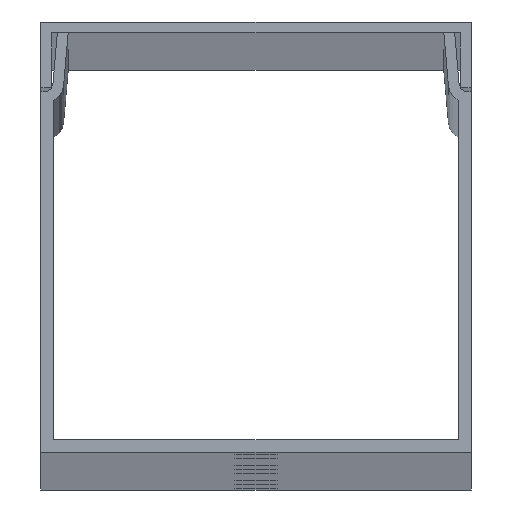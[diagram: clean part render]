
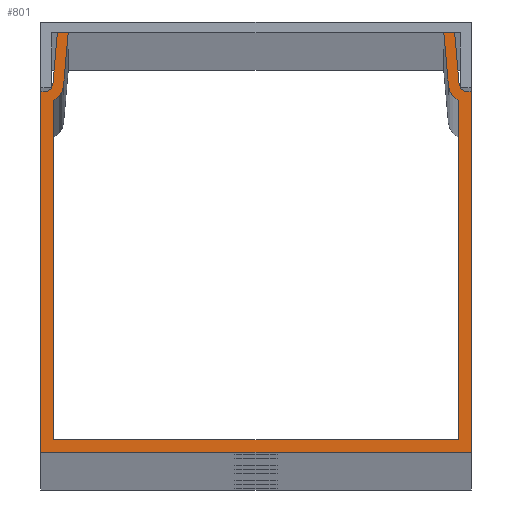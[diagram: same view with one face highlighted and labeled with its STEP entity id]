
A CAD part, top view. The second image highlights one B-rep face of the part: STEP entity #801.
In plain terms, the highlighted planar face has unit normal (0, 0, 1).
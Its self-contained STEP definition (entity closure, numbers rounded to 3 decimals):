
#16 = ORIENTED_EDGE ( 'NONE', *, *, #1238, .T. ) ;
#21 = CARTESIAN_POINT ( 'NONE',  ( -18.456, 39., 1000. ) ) ;
#22 = VECTOR ( 'NONE', #903, 1000. ) ;
#24 = ORIENTED_EDGE ( 'NONE', *, *, #1280, .T. ) ;
#38 = ORIENTED_EDGE ( 'NONE', *, *, #663, .T. ) ;
#54 = PLANE ( 'NONE',  #1100 ) ;
#84 = ORIENTED_EDGE ( 'NONE', *, *, #1523, .T. ) ;
#88 = LINE ( 'NONE', #275, #490 ) ;
#92 = VERTEX_POINT ( 'NONE', #354 ) ;
#120 = CIRCLE ( 'NONE', #1445, 0.8 ) ;
#127 = VERTEX_POINT ( 'NONE', #850 ) ;
#145 = DIRECTION ( 'NONE',  ( -1., 0., 0. ) ) ;
#148 = VECTOR ( 'NONE', #1705, 1000. ) ;
#155 = EDGE_CURVE ( 'NONE', #433, #1426, #1685, .T. ) ;
#157 = ORIENTED_EDGE ( 'NONE', *, *, #1246, .T. ) ;
#159 = FACE_OUTER_BOUND ( 'NONE', #649, .T. ) ;
#185 = ORIENTED_EDGE ( 'NONE', *, *, #527, .T. ) ;
#186 = DIRECTION ( 'NONE',  ( 0., -1., 0. ) ) ;
#209 = DIRECTION ( 'NONE',  ( 0., 0., 1. ) ) ;
#212 = AXIS2_PLACEMENT_3D ( 'NONE', #680, #1562, #1070 ) ;
#239 = ORIENTED_EDGE ( 'NONE', *, *, #665, .T. ) ;
#243 = DIRECTION ( 'NONE',  ( 0., 0., -1. ) ) ;
#253 = ORIENTED_EDGE ( 'NONE', *, *, #1277, .T. ) ;
#266 = VECTOR ( 'NONE', #695, 1000. ) ;
#275 = CARTESIAN_POINT ( 'NONE',  ( 17.877, 34.143, 1000. ) ) ;
#293 = CARTESIAN_POINT ( 'NONE',  ( -19.671, 33.5, 1000. ) ) ;
#298 = LINE ( 'NONE', #1260, #1608 ) ;
#299 = DIRECTION ( 'NONE',  ( 0.087, 0.996, 0. ) ) ;
#311 = CARTESIAN_POINT ( 'NONE',  ( 17.452, 39., 1000. ) ) ;
#318 = CARTESIAN_POINT ( 'NONE',  ( 20., 0., 1000. ) ) ;
#320 = VECTOR ( 'NONE', #1630, 1000. ) ;
#352 = VERTEX_POINT ( 'NONE', #1578 ) ;
#354 = CARTESIAN_POINT ( 'NONE',  ( 20., 33.5, 1000. ) ) ;
#375 = DIRECTION ( 'NONE',  ( 0., -1., 0. ) ) ;
#380 = EDGE_CURVE ( 'NONE', #873, #834, #628, .T. ) ;
#394 = EDGE_CURVE ( 'NONE', #1170, #401, #1055, .T. ) ;
#401 = VERTEX_POINT ( 'NONE', #1244 ) ;
#427 = DIRECTION ( 'NONE',  ( 0.087, -0.996, 0. ) ) ;
#428 = EDGE_CURVE ( 'NONE', #401, #901, #564, .T. ) ;
#432 = VECTOR ( 'NONE', #636, 1000. ) ;
#433 = VERTEX_POINT ( 'NONE', #570 ) ;
#444 = DIRECTION ( 'NONE',  ( 0., 0., -1. ) ) ;
#447 = ORIENTED_EDGE ( 'NONE', *, *, #555, .T. ) ;
#454 = ORIENTED_EDGE ( 'NONE', *, *, #1354, .T. ) ;
#490 = VECTOR ( 'NONE', #427, 1000. ) ;
#495 = VECTOR ( 'NONE', #186, 1000. ) ;
#512 = CARTESIAN_POINT ( 'NONE',  ( 20., 33.5, 1000. ) ) ;
#520 = VERTEX_POINT ( 'NONE', #1331 ) ;
#521 = AXIS2_PLACEMENT_3D ( 'NONE', #995, #209, #1144 ) ;
#524 = VERTEX_POINT ( 'NONE', #293 ) ;
#527 = EDGE_CURVE ( 'NONE', #916, #352, #1624, .T. ) ;
#555 = EDGE_CURVE ( 'NONE', #352, #524, #120, .T. ) ;
#560 = CARTESIAN_POINT ( 'NONE',  ( -20., 0., 1000. ) ) ;
#564 = LINE ( 'NONE', #1330, #320 ) ;
#570 = CARTESIAN_POINT ( 'NONE',  ( -18.8, 1.2, 1000. ) ) ;
#584 = ORIENTED_EDGE ( 'NONE', *, *, #1022, .T. ) ;
#591 = VECTOR ( 'NONE', #375, 1000. ) ;
#598 = ORIENTED_EDGE ( 'NONE', *, *, #394, .T. ) ;
#599 = CARTESIAN_POINT ( 'NONE',  ( -20., 0., 1000. ) ) ;
#602 = DIRECTION ( 'NONE',  ( 0., 0., -1. ) ) ;
#606 = CARTESIAN_POINT ( 'NONE',  ( 20., 0., 1000. ) ) ;
#610 = DIRECTION ( 'NONE',  ( -1., 0., 0. ) ) ;
#621 = DIRECTION ( 'NONE',  ( 0., 1., 0. ) ) ;
#628 = LINE ( 'NONE', #799, #591 ) ;
#636 = DIRECTION ( 'NONE',  ( -1., 0., 0. ) ) ;
#649 = EDGE_LOOP ( 'NONE', ( #253, #185, #447, #239, #1023, #839, #24, #454, #598, #725, #584, #84, #38, #866, #16, #863, #157, #777 ) ) ;
#656 = VERTEX_POINT ( 'NONE', #1478 ) ;
#663 = EDGE_CURVE ( 'NONE', #520, #873, #1174, .T. ) ;
#665 = EDGE_CURVE ( 'NONE', #524, #1692, #1490, .T. ) ;
#666 = CARTESIAN_POINT ( 'NONE',  ( -20., 33.5, 1000. ) ) ;
#680 = CARTESIAN_POINT ( 'NONE',  ( 19.671, 34.3, 1000. ) ) ;
#693 = LINE ( 'NONE', #599, #495 ) ;
#695 = DIRECTION ( 'NONE',  ( -1., 0., 0. ) ) ;
#699 = CARTESIAN_POINT ( 'NONE',  ( 18.8, 1.2, 1000. ) ) ;
#725 = ORIENTED_EDGE ( 'NONE', *, *, #428, .T. ) ;
#745 = EDGE_CURVE ( 'NONE', #656, #1118, #1311, .T. ) ;
#777 = ORIENTED_EDGE ( 'NONE', *, *, #745, .T. ) ;
#799 = CARTESIAN_POINT ( 'NONE',  ( 18.8, 1.2, 1000. ) ) ;
#801 = ADVANCED_FACE ( 'NONE', ( #159 ), #54, .F. ) ;
#834 = VERTEX_POINT ( 'NONE', #699 ) ;
#839 = ORIENTED_EDGE ( 'NONE', *, *, #1652, .T. ) ;
#850 = CARTESIAN_POINT ( 'NONE',  ( 17.452, 39., 1000. ) ) ;
#855 = CARTESIAN_POINT ( 'NONE',  ( -18.8, 1.2, 1000. ) ) ;
#863 = ORIENTED_EDGE ( 'NONE', *, *, #155, .T. ) ;
#866 = ORIENTED_EDGE ( 'NONE', *, *, #380, .T. ) ;
#873 = VERTEX_POINT ( 'NONE', #885 ) ;
#885 = CARTESIAN_POINT ( 'NONE',  ( 18.8, 32.724, 1000. ) ) ;
#897 = DIRECTION ( 'NONE',  ( -1., 0., 0. ) ) ;
#901 = VERTEX_POINT ( 'NONE', #1569 ) ;
#903 = DIRECTION ( 'NONE',  ( -1., 0., 0. ) ) ;
#916 = VERTEX_POINT ( 'NONE', #1396 ) ;
#932 = DIRECTION ( 'NONE',  ( -1., 0., 0. ) ) ;
#935 = VERTEX_POINT ( 'NONE', #560 ) ;
#941 = CARTESIAN_POINT ( 'NONE',  ( -17.877, 34.143, 1000. ) ) ;
#995 = CARTESIAN_POINT ( 'NONE',  ( -19.671, 34.3, 1000. ) ) ;
#1016 = CARTESIAN_POINT ( 'NONE',  ( 19.671, 34.3, 1000. ) ) ;
#1022 = EDGE_CURVE ( 'NONE', #901, #127, #1563, .T. ) ;
#1023 = ORIENTED_EDGE ( 'NONE', *, *, #1172, .T. ) ;
#1055 = CIRCLE ( 'NONE', #1373, 0.8 ) ;
#1057 = CIRCLE ( 'NONE', #521, 1.8 ) ;
#1070 = DIRECTION ( 'NONE',  ( -1., 0., 0. ) ) ;
#1071 = VECTOR ( 'NONE', #1707, 1000. ) ;
#1072 = LINE ( 'NONE', #606, #1124 ) ;
#1086 = VERTEX_POINT ( 'NONE', #318 ) ;
#1100 = AXIS2_PLACEMENT_3D ( 'NONE', #1600, #243, #897 ) ;
#1118 = VERTEX_POINT ( 'NONE', #1699 ) ;
#1124 = VECTOR ( 'NONE', #1492, 1000. ) ;
#1144 = DIRECTION ( 'NONE',  ( 1., 0., 0. ) ) ;
#1170 = VERTEX_POINT ( 'NONE', #1704 ) ;
#1172 = EDGE_CURVE ( 'NONE', #1692, #935, #693, .T. ) ;
#1174 = CIRCLE ( 'NONE', #212, 1.8 ) ;
#1215 = CARTESIAN_POINT ( 'NONE',  ( -18.874, 34.23, 1000. ) ) ;
#1238 = EDGE_CURVE ( 'NONE', #834, #433, #298, .T. ) ;
#1244 = CARTESIAN_POINT ( 'NONE',  ( 18.874, 34.23, 1000. ) ) ;
#1246 = EDGE_CURVE ( 'NONE', #1426, #656, #1057, .T. ) ;
#1260 = CARTESIAN_POINT ( 'NONE',  ( 18.8, 1.2, 1000. ) ) ;
#1277 = EDGE_CURVE ( 'NONE', #1118, #916, #1327, .T. ) ;
#1280 = EDGE_CURVE ( 'NONE', #1086, #92, #1295, .T. ) ;
#1295 = LINE ( 'NONE', #1383, #1325 ) ;
#1311 = LINE ( 'NONE', #941, #1678 ) ;
#1325 = VECTOR ( 'NONE', #621, 1000. ) ;
#1327 = LINE ( 'NONE', #21, #1370 ) ;
#1330 = CARTESIAN_POINT ( 'NONE',  ( 18.874, 34.23, 1000. ) ) ;
#1331 = CARTESIAN_POINT ( 'NONE',  ( 17.877, 34.143, 1000. ) ) ;
#1354 = EDGE_CURVE ( 'NONE', #92, #1170, #1471, .T. ) ;
#1370 = VECTOR ( 'NONE', #1380, 1000. ) ;
#1373 = AXIS2_PLACEMENT_3D ( 'NONE', #1016, #444, #145 ) ;
#1380 = DIRECTION ( 'NONE',  ( -1., 0., 0. ) ) ;
#1383 = CARTESIAN_POINT ( 'NONE',  ( 20., 0., 1000. ) ) ;
#1396 = CARTESIAN_POINT ( 'NONE',  ( -18.456, 39., 1000. ) ) ;
#1408 = CARTESIAN_POINT ( 'NONE',  ( -18.8, 32.724, 1000. ) ) ;
#1426 = VERTEX_POINT ( 'NONE', #1408 ) ;
#1429 = CARTESIAN_POINT ( 'NONE',  ( -19.671, 34.3, 1000. ) ) ;
#1445 = AXIS2_PLACEMENT_3D ( 'NONE', #1429, #602, #932 ) ;
#1471 = LINE ( 'NONE', #512, #432 ) ;
#1478 = CARTESIAN_POINT ( 'NONE',  ( -17.877, 34.143, 1000. ) ) ;
#1490 = LINE ( 'NONE', #666, #22 ) ;
#1492 = DIRECTION ( 'NONE',  ( 1., 0., 0. ) ) ;
#1523 = EDGE_CURVE ( 'NONE', #127, #520, #88, .T. ) ;
#1562 = DIRECTION ( 'NONE',  ( 0., 0., 1. ) ) ;
#1563 = LINE ( 'NONE', #311, #266 ) ;
#1569 = CARTESIAN_POINT ( 'NONE',  ( 18.456, 39., 1000. ) ) ;
#1578 = CARTESIAN_POINT ( 'NONE',  ( -18.874, 34.23, 1000. ) ) ;
#1600 = CARTESIAN_POINT ( 'NONE',  ( 19.671, 34.3, 1000. ) ) ;
#1608 = VECTOR ( 'NONE', #610, 1000. ) ;
#1609 = CARTESIAN_POINT ( 'NONE',  ( -20., 33.5, 1000. ) ) ;
#1624 = LINE ( 'NONE', #1215, #148 ) ;
#1630 = DIRECTION ( 'NONE',  ( -0.087, 0.996, 0. ) ) ;
#1652 = EDGE_CURVE ( 'NONE', #935, #1086, #1072, .T. ) ;
#1678 = VECTOR ( 'NONE', #299, 1000. ) ;
#1685 = LINE ( 'NONE', #855, #1071 ) ;
#1692 = VERTEX_POINT ( 'NONE', #1609 ) ;
#1699 = CARTESIAN_POINT ( 'NONE',  ( -17.452, 39., 1000. ) ) ;
#1704 = CARTESIAN_POINT ( 'NONE',  ( 19.671, 33.5, 1000. ) ) ;
#1705 = DIRECTION ( 'NONE',  ( -0.087, -0.996, 0. ) ) ;
#1707 = DIRECTION ( 'NONE',  ( 0., 1., 0. ) ) ;
